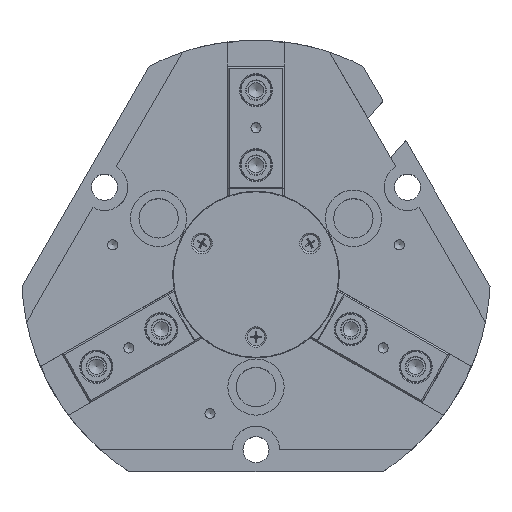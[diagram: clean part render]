
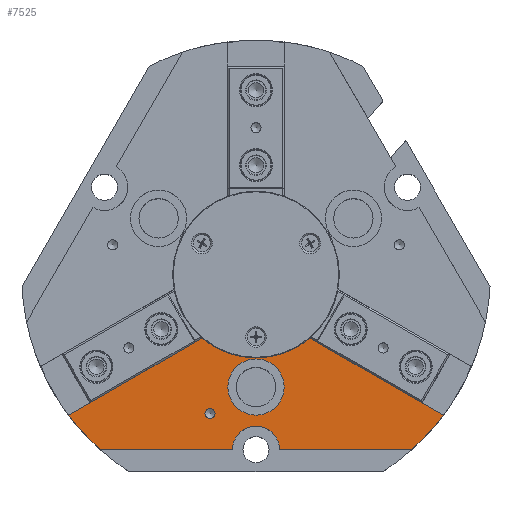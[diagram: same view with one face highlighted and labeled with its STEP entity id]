
A CAD part, top view. The second image highlights one B-rep face of the part: STEP entity #7525.
In plain terms, the highlighted planar face has unit normal (0, 0, 1).
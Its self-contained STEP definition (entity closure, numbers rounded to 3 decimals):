
#286=FACE_BOUND('',#1440,.T.);
#287=FACE_BOUND('',#1441,.T.);
#288=FACE_BOUND('',#1442,.T.);
#551=PLANE('',#8289);
#970=FACE_OUTER_BOUND('',#1439,.T.);
#1439=EDGE_LOOP('',(#6167,#6168,#6169,#6170,#6171,#6172,#6173));
#1440=EDGE_LOOP('',(#6174,#6175));
#1441=EDGE_LOOP('',(#6176,#6177));
#1442=EDGE_LOOP('',(#6178,#6179));
#1707=CIRCLE('',#7896,75.);
#1718=CIRCLE('',#7913,75.);
#1738=CIRCLE('',#7949,1.621);
#1739=CIRCLE('',#7950,1.621);
#1839=CIRCLE('',#8109,2.);
#1840=CIRCLE('',#8110,2.);
#1865=CIRCLE('',#8150,9.);
#1866=CIRCLE('',#8151,9.);
#1921=CIRCLE('',#8265,7.5);
#2359=LINE('',#13258,#2869);
#2364=LINE('',#13271,#2874);
#2382=LINE('',#13319,#2892);
#2386=LINE('',#13327,#2896);
#2869=VECTOR('',#9731,10.);
#2874=VECTOR('',#9746,10.);
#2892=VECTOR('',#9796,10.);
#2896=VECTOR('',#9804,10.);
#3176=VERTEX_POINT('',#11023);
#3177=VERTEX_POINT('',#11025);
#3207=VERTEX_POINT('',#11193);
#3208=VERTEX_POINT('',#11195);
#3246=VERTEX_POINT('',#11430);
#3247=VERTEX_POINT('',#11431);
#3466=VERTEX_POINT('',#12896);
#3467=VERTEX_POINT('',#12898);
#3493=VERTEX_POINT('',#12973);
#3494=VERTEX_POINT('',#12975);
#3569=VERTEX_POINT('',#13257);
#3572=VERTEX_POINT('',#13267);
#3586=VERTEX_POINT('',#13317);
#3951=EDGE_CURVE('',#3177,#3176,#1707,.T.);
#3985=EDGE_CURVE('',#3208,#3207,#1718,.T.);
#4033=EDGE_CURVE('',#3246,#3247,#1738,.T.);
#4034=EDGE_CURVE('',#3247,#3246,#1739,.T.);
#4328=EDGE_CURVE('',#3467,#3466,#1839,.T.);
#4329=EDGE_CURVE('',#3466,#3467,#1840,.T.);
#4363=EDGE_CURVE('',#3494,#3493,#1865,.T.);
#4364=EDGE_CURVE('',#3493,#3494,#1866,.T.);
#4478=EDGE_CURVE('',#3569,#3177,#2359,.T.);
#4483=EDGE_CURVE('',#3572,#3569,#1921,.T.);
#4485=EDGE_CURVE('',#3207,#3572,#2364,.T.);
#4510=EDGE_CURVE('',#3176,#3586,#2382,.T.);
#4514=EDGE_CURVE('',#3586,#3208,#2386,.T.);
#6167=ORIENTED_EDGE('',*,*,#4478,.T.);
#6168=ORIENTED_EDGE('',*,*,#3951,.T.);
#6169=ORIENTED_EDGE('',*,*,#4510,.T.);
#6170=ORIENTED_EDGE('',*,*,#4514,.T.);
#6171=ORIENTED_EDGE('',*,*,#3985,.T.);
#6172=ORIENTED_EDGE('',*,*,#4485,.T.);
#6173=ORIENTED_EDGE('',*,*,#4483,.T.);
#6174=ORIENTED_EDGE('',*,*,#4033,.T.);
#6175=ORIENTED_EDGE('',*,*,#4034,.T.);
#6176=ORIENTED_EDGE('',*,*,#4328,.T.);
#6177=ORIENTED_EDGE('',*,*,#4329,.T.);
#6178=ORIENTED_EDGE('',*,*,#4363,.T.);
#6179=ORIENTED_EDGE('',*,*,#4364,.T.);
#7525=ADVANCED_FACE('',(#970,#286,#287,#288),#551,.T.);
#7896=AXIS2_PLACEMENT_3D('',#11026,#8791,#8792);
#7913=AXIS2_PLACEMENT_3D('',#11196,#8841,#8842);
#7949=AXIS2_PLACEMENT_3D('',#11432,#8932,#8933);
#7950=AXIS2_PLACEMENT_3D('',#11433,#8934,#8935);
#8109=AXIS2_PLACEMENT_3D('',#12899,#9358,#9359);
#8110=AXIS2_PLACEMENT_3D('',#12900,#9360,#9361);
#8150=AXIS2_PLACEMENT_3D('',#12976,#9449,#9450);
#8151=AXIS2_PLACEMENT_3D('',#12977,#9451,#9452);
#8265=AXIS2_PLACEMENT_3D('',#13268,#9741,#9742);
#8289=AXIS2_PLACEMENT_3D('',#13338,#9818,#9819);
#8791=DIRECTION('center_axis',(0.,0.,1.));
#8792=DIRECTION('ref_axis',(0.543,-0.84,0.));
#8841=DIRECTION('center_axis',(0.,0.,1.));
#8842=DIRECTION('ref_axis',(-0.999,-0.05,0.));
#8932=DIRECTION('center_axis',(0.,0.,-1.));
#8933=DIRECTION('ref_axis',(0.5,0.866,0.));
#8934=DIRECTION('center_axis',(0.,0.,-1.));
#8935=DIRECTION('ref_axis',(0.5,0.866,0.));
#9358=DIRECTION('center_axis',(0.,0.,-1.));
#9359=DIRECTION('ref_axis',(1.,0.,0.));
#9360=DIRECTION('center_axis',(0.,0.,-1.));
#9361=DIRECTION('ref_axis',(1.,0.,0.));
#9449=DIRECTION('center_axis',(0.,0.,-1.));
#9450=DIRECTION('ref_axis',(1.,0.,0.));
#9451=DIRECTION('center_axis',(0.,0.,-1.));
#9452=DIRECTION('ref_axis',(1.,0.,0.));
#9731=DIRECTION('',(1.,0.,0.));
#9741=DIRECTION('center_axis',(0.,0.,-1.));
#9742=DIRECTION('ref_axis',(-1.,0.,0.));
#9746=DIRECTION('',(1.,0.,0.));
#9796=DIRECTION('',(-0.866,0.5,0.));
#9804=DIRECTION('',(-0.866,-0.5,0.));
#9818=DIRECTION('center_axis',(0.,0.,1.));
#9819=DIRECTION('ref_axis',(1.,0.,0.));
#11023=CARTESIAN_POINT('',(59.983,-45.023,59.));
#11025=CARTESIAN_POINT('',(49.89,-56.,59.));
#11026=CARTESIAN_POINT('Origin',(0.,0.,59.));
#11193=CARTESIAN_POINT('',(-49.89,-56.,59.));
#11195=CARTESIAN_POINT('',(-59.983,-45.023,59.));
#11196=CARTESIAN_POINT('Origin',(0.,0.,59.));
#11430=CARTESIAN_POINT('',(-13.912,-43.096,59.));
#11431=CARTESIAN_POINT('',(-15.533,-45.904,59.));
#11432=CARTESIAN_POINT('Origin',(-14.722,-44.5,59.));
#11433=CARTESIAN_POINT('Origin',(-14.722,-44.5,59.));
#12896=CARTESIAN_POINT('',(-2.,-20.,59.));
#12898=CARTESIAN_POINT('',(2.,-20.,59.));
#12899=CARTESIAN_POINT('Origin',(0.,-20.,59.));
#12900=CARTESIAN_POINT('Origin',(0.,-20.,59.));
#12973=CARTESIAN_POINT('',(-9.,-36.,59.));
#12975=CARTESIAN_POINT('',(9.,-36.,59.));
#12976=CARTESIAN_POINT('Origin',(0.,-36.,59.));
#12977=CARTESIAN_POINT('Origin',(0.,-36.,59.));
#13257=CARTESIAN_POINT('',(7.5,-56.,59.));
#13258=CARTESIAN_POINT('',(3.75,-56.,59.));
#13267=CARTESIAN_POINT('',(-7.5,-56.,59.));
#13268=CARTESIAN_POINT('Origin',(0.,-56.,59.));
#13271=CARTESIAN_POINT('',(-34.437,-56.,59.));
#13317=CARTESIAN_POINT('',(0.,-10.392,59.));
#13319=CARTESIAN_POINT('',(-4.5,-7.794,59.));
#13327=CARTESIAN_POINT('',(4.5,-7.794,59.));
#13338=CARTESIAN_POINT('Origin',(0.,0.,
59.));
